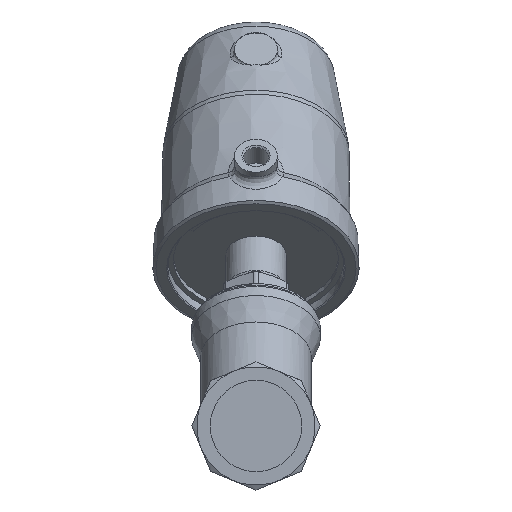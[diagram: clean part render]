
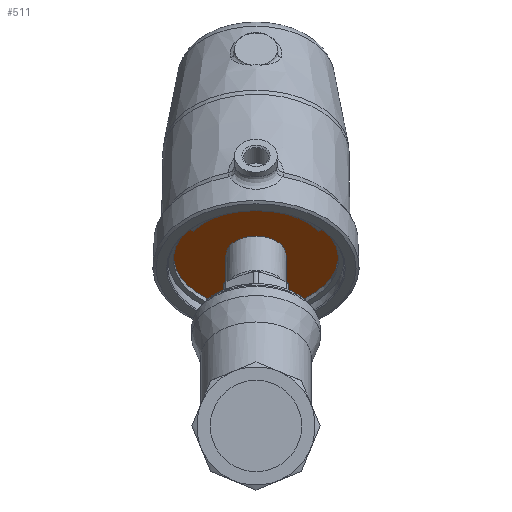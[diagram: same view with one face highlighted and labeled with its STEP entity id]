
A CAD part, left-side view. The second image highlights one B-rep face of the part: STEP entity #511.
In plain terms, the highlighted face is planar.
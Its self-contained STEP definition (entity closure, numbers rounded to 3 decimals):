
#511 = ADVANCED_FACE( '', ( #1093 ), #1094, .F. );
#1093 = FACE_OUTER_BOUND( '', #6639, .T. );
#1094 = PLANE( '', #6640 );
#6639 = EDGE_LOOP( '', ( #12950, #12951, #12952, #12953, #12954, #12955, #12956, #12957, #12958, #12959, #12960, #12961, #12962, #12963, #12964, #12965 ) );
#6640 = AXIS2_PLACEMENT_3D( '', #12966, #12967, #12968 );
#12950 = ORIENTED_EDGE( '', *, *, #14158, .F. );
#12951 = ORIENTED_EDGE( '', *, *, #14159, .T. );
#12952 = ORIENTED_EDGE( '', *, *, #14160, .F. );
#12953 = ORIENTED_EDGE( '', *, *, #14161, .F. );
#12954 = ORIENTED_EDGE( '', *, *, #14015, .F. );
#12955 = ORIENTED_EDGE( '', *, *, #13720, .T. );
#12956 = ORIENTED_EDGE( '', *, *, #14043, .F. );
#12957 = ORIENTED_EDGE( '', *, *, #13893, .T. );
#12958 = ORIENTED_EDGE( '', *, *, #13863, .F. );
#12959 = ORIENTED_EDGE( '', *, *, #14125, .F. );
#12960 = ORIENTED_EDGE( '', *, *, #14162, .F. );
#12961 = ORIENTED_EDGE( '', *, *, #14163, .T. );
#12962 = ORIENTED_EDGE( '', *, *, #14058, .F. );
#12963 = ORIENTED_EDGE( '', *, *, #14164, .T. );
#12964 = ORIENTED_EDGE( '', *, *, #13876, .F. );
#12965 = ORIENTED_EDGE( '', *, *, #13826, .F. );
#12966 = CARTESIAN_POINT( '', ( 0., 0., 34.35 ) );
#12967 = DIRECTION( '', ( 0., 0., 1. ) );
#12968 = DIRECTION( '', ( 0., -1., 0. ) );
#13720 = EDGE_CURVE( '', #14387, #14385, #14388, .F. );
#13826 = EDGE_CURVE( '', #14562, #14563, #14564, .T. );
#13863 = EDGE_CURVE( '', #14624, #14625, #14626, .T. );
#13876 = EDGE_CURVE( '', #14563, #14648, #14649, .T. );
#13893 = EDGE_CURVE( '', #14676, #14625, #14677, .F. );
#14015 = EDGE_CURVE( '', #14387, #14860, #14861, .T. );
#14043 = EDGE_CURVE( '', #14676, #14385, #14901, .T. );
#14058 = EDGE_CURVE( '', #14921, #14923, #14924, .T. );
#14125 = EDGE_CURVE( '', #15021, #14624, #15022, .T. );
#14158 = EDGE_CURVE( '', #15066, #14562, #15067, .T. );
#14159 = EDGE_CURVE( '', #15066, #15068, #15069, .T. );
#14160 = EDGE_CURVE( '', #15070, #15068, #15071, .T. );
#14161 = EDGE_CURVE( '', #14860, #15070, #15072, .T. );
#14162 = EDGE_CURVE( '', #15073, #15021, #15074, .T. );
#14163 = EDGE_CURVE( '', #15073, #14923, #15075, .F. );
#14164 = EDGE_CURVE( '', #14921, #14648, #15076, .F. );
#14385 = VERTEX_POINT( '', #15356 );
#14387 = VERTEX_POINT( '', #15359 );
#14388 = CIRCLE( '', #15360, 1. );
#14562 = VERTEX_POINT( '', #16303 );
#14563 = VERTEX_POINT( '', #16304 );
#14564 = CIRCLE( '', #16305, 35.75 );
#14624 = VERTEX_POINT( '', #16613 );
#14625 = VERTEX_POINT( '', #16614 );
#14626 = LINE( '', #16615, #16616 );
#14648 = VERTEX_POINT( '', #16647 );
#14649 = LINE( '', #16648, #16649 );
#14676 = VERTEX_POINT( '', #16744 );
#14677 = CIRCLE( '', #16745, 1. );
#14860 = VERTEX_POINT( '', #17627 );
#14861 = LINE( '', #17628, #17629 );
#14901 = CIRCLE( '', #17854, 38.375 );
#14921 = VERTEX_POINT( '', #17949 );
#14923 = VERTEX_POINT( '', #17952 );
#14924 = CIRCLE( '', #17953, 38.375 );
#15021 = VERTEX_POINT( '', #18363 );
#15022 = CIRCLE( '', #18364, 35.75 );
#15066 = VERTEX_POINT( '', #18728 );
#15067 = LINE( '', #18729, #18730 );
#15068 = VERTEX_POINT( '', #18731 );
#15069 = CIRCLE( '', #18732, 41.05 );
#15070 = VERTEX_POINT( '', #18733 );
#15071 = LINE( '', #18734, #18735 );
#15072 = CIRCLE( '', #18736, 35.75 );
#15073 = VERTEX_POINT( '', #18737 );
#15074 = LINE( '', #18738, #18739 );
#15075 = CIRCLE( '', #18740, 1. );
#15076 = CIRCLE( '', #18741, 1. );
#15356 = CARTESIAN_POINT( '', ( 30.835, -22.844, 34.35 ) );
#15359 = CARTESIAN_POINT( '', ( 30.605, -21.43, 34.35 ) );
#15360 = AXIS2_PLACEMENT_3D( '', #19929, #19930, #19931 );
#16303 = CARTESIAN_POINT( '', ( 35.444, 4.666, 34.35 ) );
#16304 = CARTESIAN_POINT( '', ( 29.285, 20.505, 34.35 ) );
#16305 = AXIS2_PLACEMENT_3D( '', #20003, #20004, #20005 );
#16613 = CARTESIAN_POINT( '', ( -20.505, -29.285, 34.35 ) );
#16614 = CARTESIAN_POINT( '', ( -21.43, -30.605, 34.35 ) );
#16615 = CARTESIAN_POINT( '', ( 0., 0., 34.35 ) );
#16616 = VECTOR( '', #20025, 1000. );
#16647 = CARTESIAN_POINT( '', ( 30.605, 21.43, 34.35 ) );
#16648 = CARTESIAN_POINT( '', ( 0., 0., 34.35 ) );
#16649 = VECTOR( '', #20038, 1000. );
#16744 = CARTESIAN_POINT( '', ( -21.162, -32.013, 34.35 ) );
#16745 = AXIS2_PLACEMENT_3D( '', #20059, #20060, #20061 );
#17627 = CARTESIAN_POINT( '', ( 29.285, -20.505, 34.35 ) );
#17628 = CARTESIAN_POINT( '', ( 0., 0., 34.35 ) );
#17629 = VECTOR( '', #20185, 1000. );
#17854 = AXIS2_PLACEMENT_3D( '', #20206, #20207, #20208 );
#17949 = CARTESIAN_POINT( '', ( 30.835, 22.844, 34.35 ) );
#17952 = CARTESIAN_POINT( '', ( -21.162, 32.013, 34.35 ) );
#17953 = AXIS2_PLACEMENT_3D( '', #20222, #20223, #20224 );
#18363 = CARTESIAN_POINT( '', ( -20.505, 29.285, 34.35 ) );
#18364 = AXIS2_PLACEMENT_3D( '', #20267, #20268, #20269 );
#18728 = CARTESIAN_POINT( '', ( 40.699, 5.358, 34.35 ) );
#18729 = CARTESIAN_POINT( '', ( 0., 0., 34.35 ) );
#18730 = VECTOR( '', #20298, 1000. );
#18731 = CARTESIAN_POINT( '', ( 40.699, -5.358, 34.35 ) );
#18732 = AXIS2_PLACEMENT_3D( '', #20299, #20300, #20301 );
#18733 = CARTESIAN_POINT( '', ( 35.444, -4.666, 34.35 ) );
#18734 = CARTESIAN_POINT( '', ( 0., 0., 34.35 ) );
#18735 = VECTOR( '', #20302, 1000. );
#18736 = AXIS2_PLACEMENT_3D( '', #20303, #20304, #20305 );
#18737 = CARTESIAN_POINT( '', ( -21.43, 30.605, 34.35 ) );
#18738 = CARTESIAN_POINT( '', ( 0., 0., 34.35 ) );
#18739 = VECTOR( '', #20306, 1000. );
#18740 = AXIS2_PLACEMENT_3D( '', #20307, #20308, #20309 );
#18741 = AXIS2_PLACEMENT_3D( '', #20310, #20311, #20312 );
#19929 = CARTESIAN_POINT( '', ( 30.031, -22.249, 34.35 ) );
#19930 = DIRECTION( '', ( 0., 0., 1. ) );
#19931 = DIRECTION( '', ( 0., 1., 0. ) );
#20003 = CARTESIAN_POINT( '', ( 0., 0., 34.35 ) );
#20004 = DIRECTION( '', ( 0., 0., 1. ) );
#20005 = DIRECTION( '', ( 0., -1., 0. ) );
#20025 = DIRECTION( '', ( -0.574, -0.819, 0. ) );
#20038 = DIRECTION( '', ( 0.819, 0.574, 0. ) );
#20059 = CARTESIAN_POINT( '', ( -20.611, -31.178, 34.35 ) );
#20060 = DIRECTION( '', ( 0., 0., 1. ) );
#20061 = DIRECTION( '', ( 0., 1., 0. ) );
#20185 = DIRECTION( '', ( -0.819, 0.574, 0. ) );
#20206 = CARTESIAN_POINT( '', ( 0., 0., 34.35 ) );
#20207 = DIRECTION( '', ( 0., 0., 1. ) );
#20208 = DIRECTION( '', ( 0., 1., 0. ) );
#20222 = CARTESIAN_POINT( '', ( 0., 0., 34.35 ) );
#20223 = DIRECTION( '', ( 0., 0., 1. ) );
#20224 = DIRECTION( '', ( 0., -1., 0. ) );
#20267 = CARTESIAN_POINT( '', ( 0., 0., 34.35 ) );
#20268 = DIRECTION( '', ( 0., 0., 1. ) );
#20269 = DIRECTION( '', ( 0., -1., 0. ) );
#20298 = DIRECTION( '', ( -0.991, -0.131, 0. ) );
#20299 = CARTESIAN_POINT( '', ( 0., 0., 34.35 ) );
#20300 = DIRECTION( '', ( 0., 0., -1. ) );
#20301 = DIRECTION( '', ( -1., 0., 0. ) );
#20302 = DIRECTION( '', ( 0.991, -0.131, 0. ) );
#20303 = CARTESIAN_POINT( '', ( 0., 0., 34.35 ) );
#20304 = DIRECTION( '', ( 0., 0., 1. ) );
#20305 = DIRECTION( '', ( 0., -1., 0. ) );
#20306 = DIRECTION( '', ( 0.574, -0.819, 0. ) );
#20307 = CARTESIAN_POINT( '', ( -20.611, 31.178, 34.35 ) );
#20308 = DIRECTION( '', ( 0., 0., 1. ) );
#20309 = DIRECTION( '', ( 0., 1., 0. ) );
#20310 = CARTESIAN_POINT( '', ( 30.031, 22.249, 34.35 ) );
#20311 = DIRECTION( '', ( 0., 0., 1. ) );
#20312 = DIRECTION( '', ( 0., 1., 0. ) );
